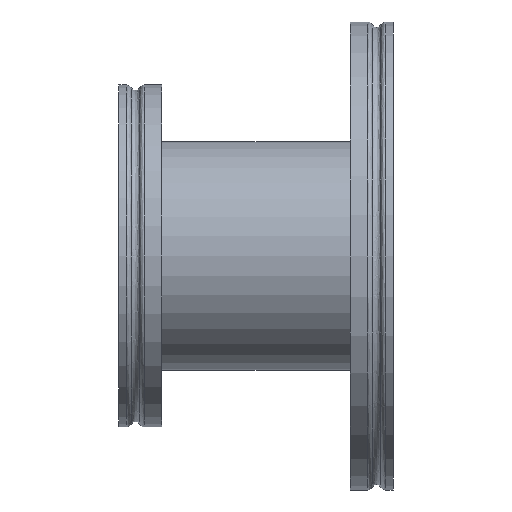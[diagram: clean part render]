
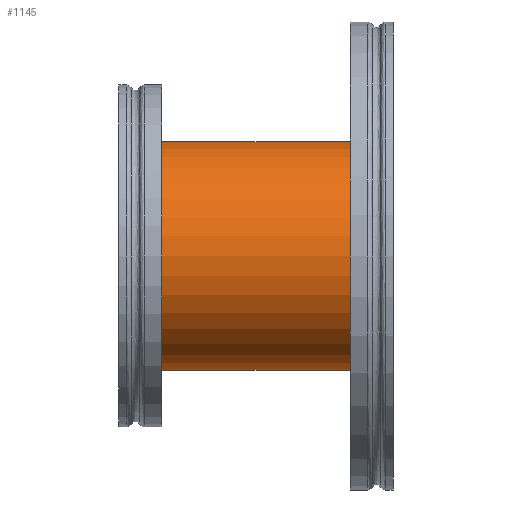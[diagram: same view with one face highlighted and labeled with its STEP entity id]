
A CAD part, front view. The second image highlights one B-rep face of the part: STEP entity #1145.
In plain terms, the highlighted cylindrical face has radius 31.75 mm (diameter 63.5 mm), a full revolution.
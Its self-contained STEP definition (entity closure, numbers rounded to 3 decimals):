
#74 = VERTEX_POINT ( 'NONE', #633 ) ;
#87 = DIRECTION ( 'NONE',  ( 0., 0., -1. ) ) ;
#97 = EDGE_CURVE ( 'NONE', #800, #800, #1156, .T. ) ;
#104 = CARTESIAN_POINT ( 'NONE',  ( 63.6, 0., -31.75 ) ) ;
#222 = CARTESIAN_POINT ( 'NONE',  ( 0., 0., 0. ) ) ;
#430 = FACE_OUTER_BOUND ( 'NONE', #1046, .T. ) ;
#633 = CARTESIAN_POINT ( 'NONE',  ( 0., 0., -31.75 ) ) ;
#800 = VERTEX_POINT ( 'NONE', #104 ) ;
#889 = AXIS2_PLACEMENT_3D ( 'NONE', #222, #936, #1120 ) ;
#903 = AXIS2_PLACEMENT_3D ( 'NONE', #2040, #1869, #87 ) ;
#936 = DIRECTION ( 'NONE',  ( 1., 0., 0. ) ) ;
#1046 = EDGE_LOOP ( 'NONE', ( #1119 ) ) ;
#1119 = ORIENTED_EDGE ( 'NONE', *, *, #2058, .T. ) ;
#1120 = DIRECTION ( 'NONE',  ( 0., 0., -1. ) ) ;
#1142 = CIRCLE ( 'NONE', #889, 31.75 ) ;
#1145 = ADVANCED_FACE ( 'NONE', ( #430, #1696 ), #1673, .T. ) ;
#1156 = CIRCLE ( 'NONE', #903, 31.75 ) ;
#1290 = ORIENTED_EDGE ( 'NONE', *, *, #97, .T. ) ;
#1673 = CYLINDRICAL_SURFACE ( 'NONE', #1859, 31.75 ) ;
#1696 = FACE_OUTER_BOUND ( 'NONE', #2288, .T. ) ;
#1744 = DIRECTION ( 'NONE',  ( 0., 0., -1. ) ) ;
#1859 = AXIS2_PLACEMENT_3D ( 'NONE', #2234, #2248, #1744 ) ;
#1869 = DIRECTION ( 'NONE',  ( -1., 0., 0. ) ) ;
#2040 = CARTESIAN_POINT ( 'NONE',  ( 63.6, 0., 0. ) ) ;
#2058 = EDGE_CURVE ( 'NONE', #74, #74, #1142, .T. ) ;
#2234 = CARTESIAN_POINT ( 'NONE',  ( 0., 0., 0. ) ) ;
#2248 = DIRECTION ( 'NONE',  ( 1., 0., 0. ) ) ;
#2288 = EDGE_LOOP ( 'NONE', ( #1290 ) ) ;
